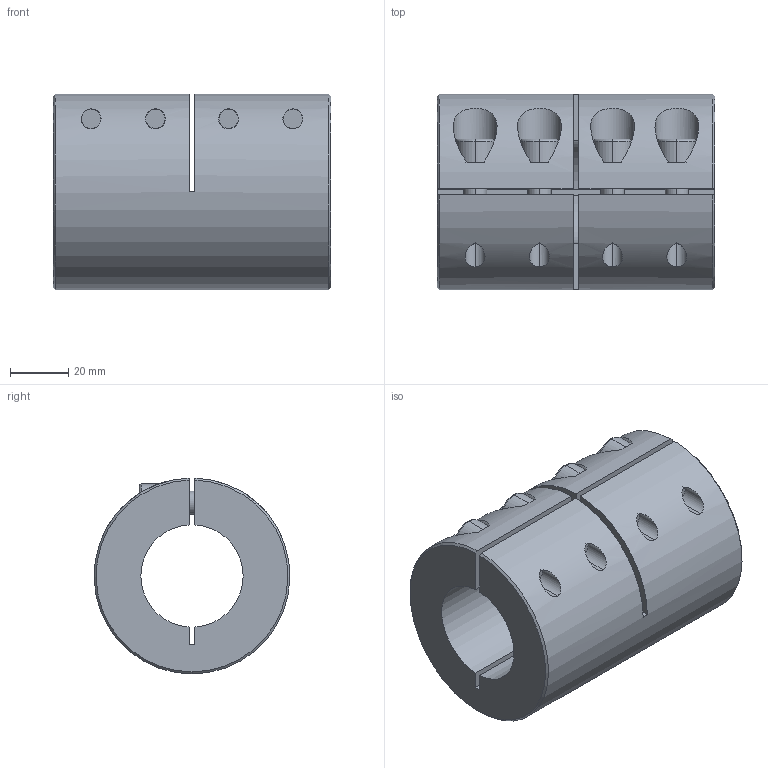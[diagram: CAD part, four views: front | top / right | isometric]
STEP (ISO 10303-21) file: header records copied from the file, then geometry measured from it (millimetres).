
FILE_DESCRIPTION (( 'STEP AP214' ), '1' );
FILE_NAME ('KSA-35.STEP', '2019-07-26T08:28:49', ( '' ), ( '' ), 'SwSTEP 2.0', 'SolidWorks 2019', '' );
FILE_SCHEMA (( 'AUTOMOTIVE_DESIGN' ));
Length unit declared in the file: millimetre
Products named in the file (1): KSA-35
Bounding box: 95 x 67 x 66.99 mm (x, y, z)
Volume: 231933.1 mm3; surface area: 49920.6 mm2
Topology: 5 solids, 5 shells, 153 faces, 349 edges, 210 vertices
Faces by surface type: plane 79, cylinder 39, cone 19, torus 16
Entity records: 6558 total; most frequent: CARTESIAN_POINT 1289, DIRECTION 775, ORIENTED_EDGE 682, EDGE_CURVE 341, AXIS2_PLACEMENT_3D 296, VERTEX_POINT 210, LINE 183, VECTOR 183
